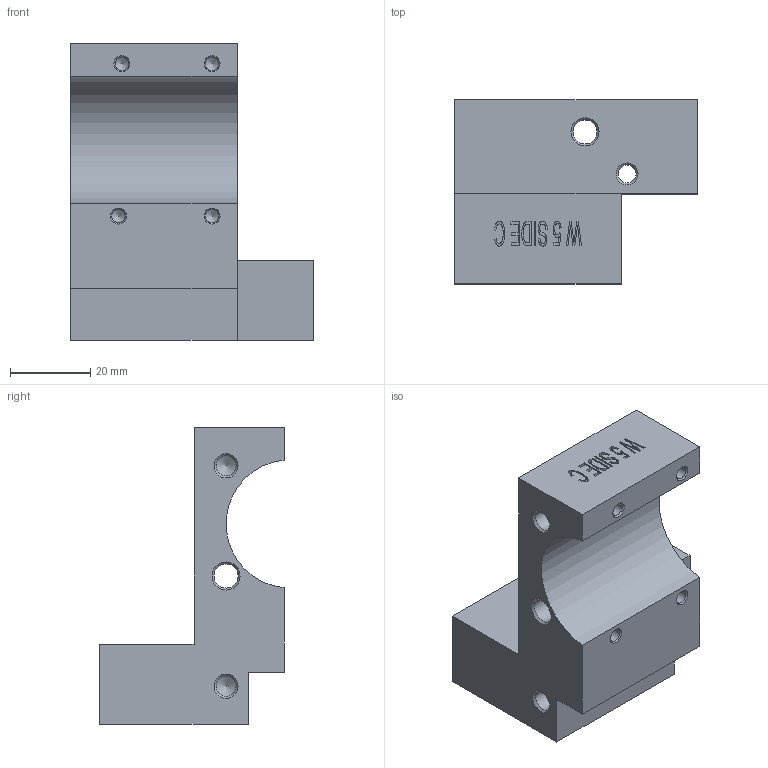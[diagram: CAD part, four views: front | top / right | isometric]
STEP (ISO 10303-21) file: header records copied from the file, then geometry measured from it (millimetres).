
FILE_DESCRIPTION(/* description */ (''),/* implementation_level */ '2;1');
FILE_NAME(/* name */ 'GETOUT_STAVE_94.stp',/* time_stamp */ '2018-09-24T13:05:34+02:00',/* author */ (''),/* organization */ (''),/* preprocessor_version */ 'ST-DEVELOPER v16.7',/* originating_system */ 'SIEMENS PLM Software NX 12.0',/* authorisation */ '');
FILE_SCHEMA (('AP203_CONFIGURATION_CONTROLLED_3D_DESIGN_OF_MECHANICAL_PARTS_AND_ASSEMBLIES_MIM_LF { 1 0 10303 403 2 1 2}'));
Length unit declared in the file: millimetre
Products named in the file (1): turc2B94F83Ek41c
Bounding box: 60.5 x 46 x 74 mm (x, y, z)
Volume: 74143.9 mm3; surface area: 18493.8 mm2
Topology: 1 solids, 1 shells, 106 faces, 274 edges, 179 vertices
Faces by surface type: plane 59, cone 19, extrusion 17, cylinder 11
Full cylindrical faces by diameter (mm): 3.3 x4, 4.5 x1, 5 x2, 6 x3
Entity records: 3694 total; most frequent: CARTESIAN_POINT 1374, ORIENTED_EDGE 460, DIRECTION 354, EDGE_CURVE 230, VERTEX_POINT 170, EDGE_LOOP 150, B_SPLINE_CURVE_WITH_KNOTS 125, AXIS2_PLACEMENT_3D 125
